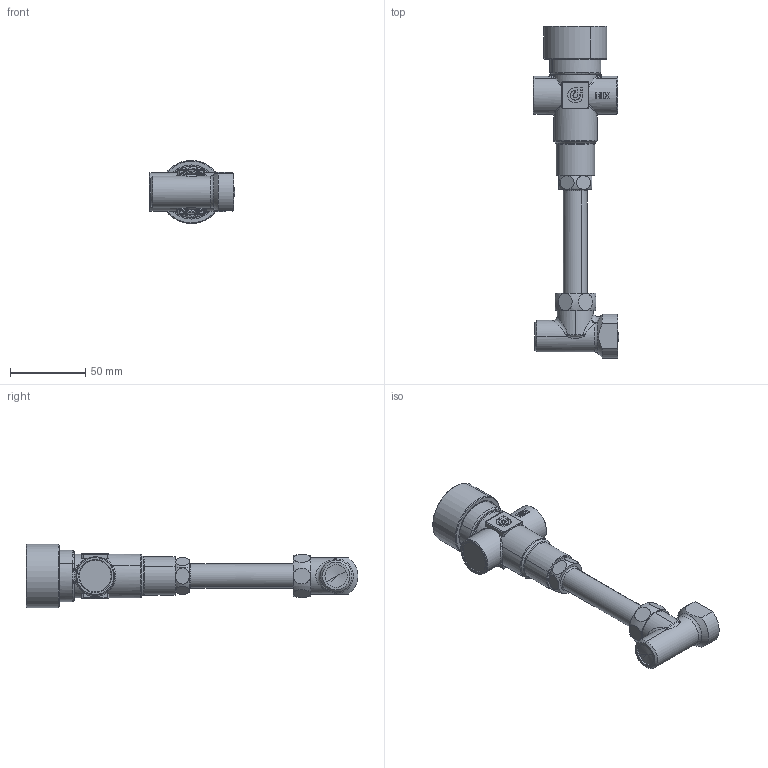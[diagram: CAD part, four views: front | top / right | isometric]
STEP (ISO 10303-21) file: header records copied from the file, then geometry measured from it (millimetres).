
FILE_DESCRIPTION(('CATIA V5 STEP Exchange','CAx-IF Rec.Pracs.--- Model Styling and Organization---1.4--- 2014-01-23','CAx-IF Rec.Pracs.---3D Tessellated Data Validation Properties---0.5---2014-09-14'),'2;1');
FILE_NAME('STEP_522430_-_TST.stp','2022-10-19T11:55:24+00:00',('none'),('none'),'CATIA Version 5-6 Release 2019 SP3','CATIA V5 STEP AP242 v1','none');
FILE_SCHEMA(('AP242_MANAGED_MODEL_BASED_3D_ENGINEERING_MIM_LF {1 0 10303 442 1 1 4}'));
Length unit declared in the file: millimetre
Products named in the file (1): 522430 - TST
Bounding box: 56.81 x 220.5 x 41.99 mm (x, y, z)
Volume: 146671.8 mm3; surface area: 27040 mm2
Topology: 1 solids, 3 shells, 379 faces, 968 edges, 594 vertices
Faces by surface type: plane 145, cylinder 89, bspline 64, torus 37, cone 32, sphere 10, revolution 2
Entity records: 16076 total; most frequent: CARTESIAN_POINT 8232, ORIENTED_EDGE 1884, DIRECTION 1090, EDGE_CURVE 942, VERTEX_POINT 594, AXIS2_PLACEMENT_3D 503, EDGE_LOOP 408, ADVANCED_FACE 379
